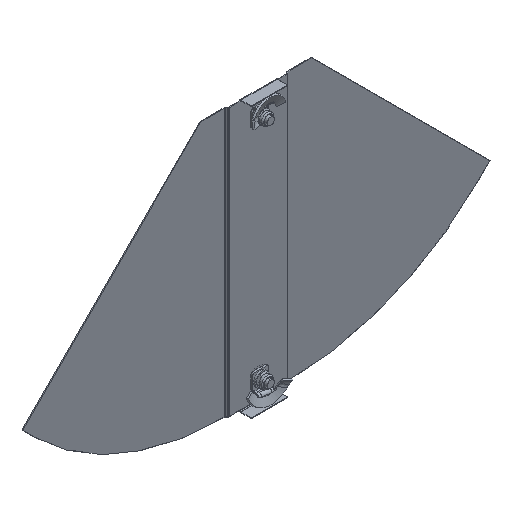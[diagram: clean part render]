
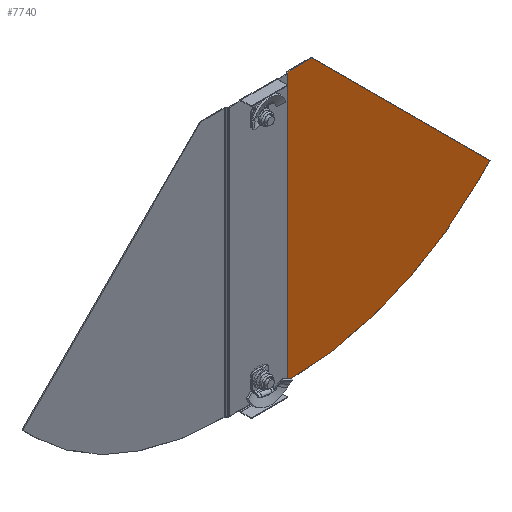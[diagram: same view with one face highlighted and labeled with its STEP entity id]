
A CAD part, isometric view. The second image highlights one B-rep face of the part: STEP entity #7740.
In plain terms, the highlighted planar face has unit normal (0, -1, 0).
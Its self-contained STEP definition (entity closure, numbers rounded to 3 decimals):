
#256 = CARTESIAN_POINT ( 'NONE',  ( 244.124, -0.75, -209.652 ) ) ;
#796 = DIRECTION ( 'NONE',  ( -0.707, 0., 0.707 ) ) ;
#948 = EDGE_CURVE ( 'NONE', #4376, #3946, #7819, .T. ) ;
#1085 = VECTOR ( 'NONE', #3685, 1000. ) ;
#1106 = EDGE_CURVE ( 'NONE', #4768, #7223, #2470, .T. ) ;
#1108 = CARTESIAN_POINT ( 'NONE',  ( 0., -0.75, -295. ) ) ;
#1229 = CARTESIAN_POINT ( 'NONE',  ( 34.8, -0.75, -1. ) ) ;
#1303 = FACE_OUTER_BOUND ( 'NONE', #5081, .T. ) ;
#1369 = DIRECTION ( 'NONE',  ( 0.707, 0., 0.707 ) ) ;
#1399 = ORIENTED_EDGE ( 'NONE', *, *, #5831, .T. ) ;
#1457 = VECTOR ( 'NONE', #3568, 1000. ) ;
#1795 = AXIS2_PLACEMENT_3D ( 'NONE', #4406, #5446, #2384 ) ;
#2028 = ORIENTED_EDGE ( 'NONE', *, *, #4105, .T. ) ;
#2055 = CARTESIAN_POINT ( 'NONE',  ( 37., -0.75, -1. ) ) ;
#2069 = DIRECTION ( 'NONE',  ( -1., 0., 0. ) ) ;
#2211 = ORIENTED_EDGE ( 'NONE', *, *, #1106, .F. ) ;
#2216 = CARTESIAN_POINT ( 'NONE',  ( 37., -0.75, -295. ) ) ;
#2384 = DIRECTION ( 'NONE',  ( 0., 0., 1. ) ) ;
#2470 = LINE ( 'NONE', #1229, #1085 ) ;
#2616 = DIRECTION ( 'NONE',  ( 0., -1., 0. ) ) ;
#2650 = VECTOR ( 'NONE', #2069, 1000. ) ;
#3122 = VECTOR ( 'NONE', #1369, 1000. ) ;
#3502 = CARTESIAN_POINT ( 'NONE',  ( 34.8, -0.75, -295. ) ) ;
#3536 = EDGE_CURVE ( 'NONE', #4768, #4376, #6598, .T. ) ;
#3568 = DIRECTION ( 'NONE',  ( 1., 0., 0. ) ) ;
#3675 = PLANE ( 'NONE',  #1795 ) ;
#3685 = DIRECTION ( 'NONE',  ( 0., 0., 1. ) ) ;
#3946 = VERTEX_POINT ( 'NONE', #6547 ) ;
#4105 = EDGE_CURVE ( 'NONE', #3946, #4539, #6854, .T. ) ;
#4376 = VERTEX_POINT ( 'NONE', #2216 ) ;
#4406 = CARTESIAN_POINT ( 'NONE',  ( 37., -0.75, -1. ) ) ;
#4539 = VERTEX_POINT ( 'NONE', #7602 ) ;
#4768 = VERTEX_POINT ( 'NONE', #3502 ) ;
#5053 = LINE ( 'NONE', #6917, #7674 ) ;
#5081 = EDGE_LOOP ( 'NONE', ( #6514, #5667, #2028, #5609, #1399, #2211 ) ) ;
#5121 = LINE ( 'NONE', #7555, #2650 ) ;
#5325 = CARTESIAN_POINT ( 'NONE',  ( 61.2, -0.75, 0. ) ) ;
#5376 = CARTESIAN_POINT ( 'NONE',  ( 34.8, -0.75, 0. ) ) ;
#5446 = DIRECTION ( 'NONE',  ( 0., 1., 0. ) ) ;
#5609 = ORIENTED_EDGE ( 'NONE', *, *, #7420, .T. ) ;
#5667 = ORIENTED_EDGE ( 'NONE', *, *, #948, .T. ) ;
#5785 = AXIS2_PLACEMENT_3D ( 'NONE', #2055, #2616, #6860 ) ;
#5831 = EDGE_CURVE ( 'NONE', #5880, #7223, #5121, .T. ) ;
#5880 = VERTEX_POINT ( 'NONE', #5325 ) ;
#6514 = ORIENTED_EDGE ( 'NONE', *, *, #3536, .T. ) ;
#6547 = CARTESIAN_POINT ( 'NONE',  ( 244.124, -0.75, -209.652 ) ) ;
#6598 = LINE ( 'NONE', #1108, #1457 ) ;
#6854 = LINE ( 'NONE', #256, #3122 ) ;
#6860 = DIRECTION ( 'NONE',  ( 0., 0., 1. ) ) ;
#6917 = CARTESIAN_POINT ( 'NONE',  ( 257.488, -0.75, -196.288 ) ) ;
#7223 = VERTEX_POINT ( 'NONE', #5376 ) ;
#7420 = EDGE_CURVE ( 'NONE', #4539, #5880, #5053, .T. ) ;
#7555 = CARTESIAN_POINT ( 'NONE',  ( 61.2, -0.75, 0. ) ) ;
#7602 = CARTESIAN_POINT ( 'NONE',  ( 257.488, -0.75, -196.288 ) ) ;
#7674 = VECTOR ( 'NONE', #796, 1000. ) ;
#7740 = ADVANCED_FACE ( 'NONE', ( #1303 ), #3675, .F. ) ;
#7819 = CIRCLE ( 'NONE', #5785, 294. ) ;
